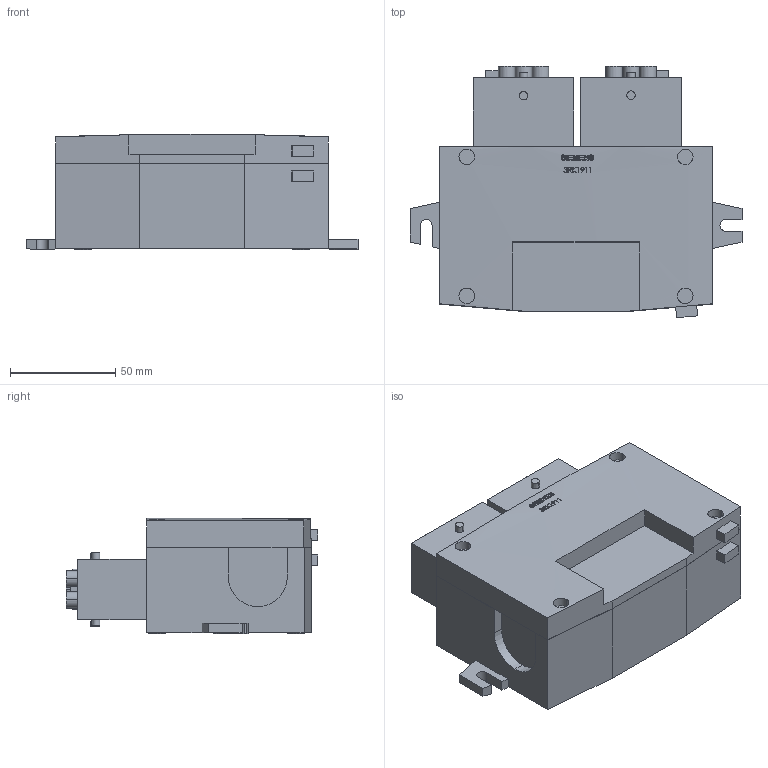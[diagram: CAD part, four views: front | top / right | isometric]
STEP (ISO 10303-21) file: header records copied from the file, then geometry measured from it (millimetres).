
FILE_DESCRIPTION(/* description */ (''),/* implementation_level */ '2;1');
FILE_NAME(/* name */ 'G_NSA0_XX_90184V.stp',/* time_stamp */ '2024-11-29T09:14:43+01:00',/* author */ (''),/* organization */ (''),/* preprocessor_version */ 'ST-DEVELOPER v18.101',/* originating_system */ 'SIEMENS PLM Software NX 2007',/* authorisation */ '');
FILE_SCHEMA (('AUTOMOTIVE_DESIGN { 1 0 10303 214 3 1 1 1 }'));
Length unit declared in the file: millimetre
Products named in the file (1): G_NSA0_XX_90184V
Bounding box: 158 x 119.67 x 55 mm (x, y, z)
Volume: 593984.2 mm3; surface area: 67212.7 mm2
Topology: 1 solids, 1 shells, 425 faces, 1044 edges, 695 vertices
Faces by surface type: plane 260, cylinder 126, cone 22, extrusion 17
Entity records: 14626 total; most frequent: CARTESIAN_POINT 3723, ORIENTED_EDGE 2088, DIRECTION 1877, EDGE_CURVE 1044, VERTEX_POINT 695, AXIS2_PLACEMENT_3D 634, VECTOR 609, LINE 592
